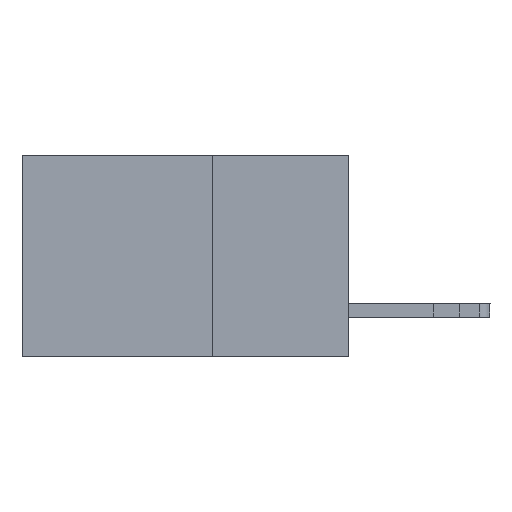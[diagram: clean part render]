
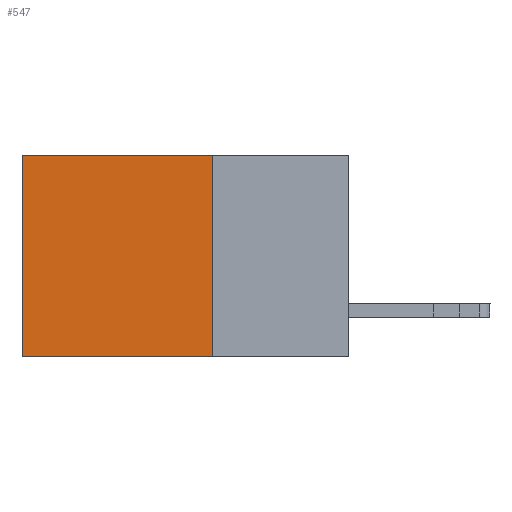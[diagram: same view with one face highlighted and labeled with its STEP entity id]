
A CAD part, left-side view. The second image highlights one B-rep face of the part: STEP entity #547.
In plain terms, the highlighted planar face has unit normal (-1, 0, 0).
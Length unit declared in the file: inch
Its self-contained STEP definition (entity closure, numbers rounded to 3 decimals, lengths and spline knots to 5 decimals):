
#547 = ADVANCED_FACE ( 'NONE', ( #7701 ), #2646, .F. ) ;
#703 = VERTEX_POINT ( 'NONE', #1965 ) ;
#941 = VECTOR ( 'NONE', #7279, 39.37008 ) ;
#1360 = EDGE_CURVE ( 'NONE', #703, #7079, #7518, .T. ) ;
#1597 = DIRECTION ( 'NONE',  ( 0., 0., -1. ) ) ;
#1965 = CARTESIAN_POINT ( 'NONE',  ( 0.2615, 0.25, 0. ) ) ;
#2002 = VERTEX_POINT ( 'NONE', #7094 ) ;
#2562 = EDGE_LOOP ( 'NONE', ( #7142, #7353, #3771, #6490 ) ) ;
#2646 = PLANE ( 'NONE',  #2780 ) ;
#2682 = VERTEX_POINT ( 'NONE', #5922 ) ;
#2751 = LINE ( 'NONE', #7911, #5649 ) ;
#2780 = AXIS2_PLACEMENT_3D ( 'NONE', #8727, #4412, #7026 ) ;
#2986 = CARTESIAN_POINT ( 'NONE',  ( 0.2615, 0.25, -0.37 ) ) ;
#3184 = VECTOR ( 'NONE', #1597, 39.37008 ) ;
#3771 = ORIENTED_EDGE ( 'NONE', *, *, #1360, .F. ) ;
#3834 = VECTOR ( 'NONE', #10170, 39.37008 ) ;
#4412 = DIRECTION ( 'NONE',  ( 1., 0., 0. ) ) ;
#5649 = VECTOR ( 'NONE', #6196, 39.37008 ) ;
#5922 = CARTESIAN_POINT ( 'NONE',  ( 0.2615, 0.6, 0. ) ) ;
#6196 = DIRECTION ( 'NONE',  ( 0., 0., -1. ) ) ;
#6490 = ORIENTED_EDGE ( 'NONE', *, *, #8966, .T. ) ;
#6508 = LINE ( 'NONE', #9772, #941 ) ;
#7026 = DIRECTION ( 'NONE',  ( 0., 0., -1. ) ) ;
#7079 = VERTEX_POINT ( 'NONE', #2986 ) ;
#7094 = CARTESIAN_POINT ( 'NONE',  ( 0.2615, 0.6, -0.37 ) ) ;
#7142 = ORIENTED_EDGE ( 'NONE', *, *, #10530, .T. ) ;
#7279 = DIRECTION ( 'NONE',  ( 0., 1., 0. ) ) ;
#7353 = ORIENTED_EDGE ( 'NONE', *, *, #11101, .F. ) ;
#7518 = LINE ( 'NONE', #7680, #3184 ) ;
#7680 = CARTESIAN_POINT ( 'NONE',  ( 0.2615, 0.25, -0.37 ) ) ;
#7701 = FACE_OUTER_BOUND ( 'NONE', #2562, .T. ) ;
#7911 = CARTESIAN_POINT ( 'NONE',  ( 0.2615, 0.6, -0.37 ) ) ;
#8727 = CARTESIAN_POINT ( 'NONE',  ( 0.2615, 0.25, -0.37 ) ) ;
#8966 = EDGE_CURVE ( 'NONE', #703, #2682, #10222, .T. ) ;
#9264 = CARTESIAN_POINT ( 'NONE',  ( 0.2615, 0.25, 0. ) ) ;
#9772 = CARTESIAN_POINT ( 'NONE',  ( 0.2615, 0.25, -0.37 ) ) ;
#10170 = DIRECTION ( 'NONE',  ( 0., 1., 0. ) ) ;
#10222 = LINE ( 'NONE', #9264, #3834 ) ;
#10530 = EDGE_CURVE ( 'NONE', #2682, #2002, #2751, .T. ) ;
#11101 = EDGE_CURVE ( 'NONE', #7079, #2002, #6508, .T. ) ;
